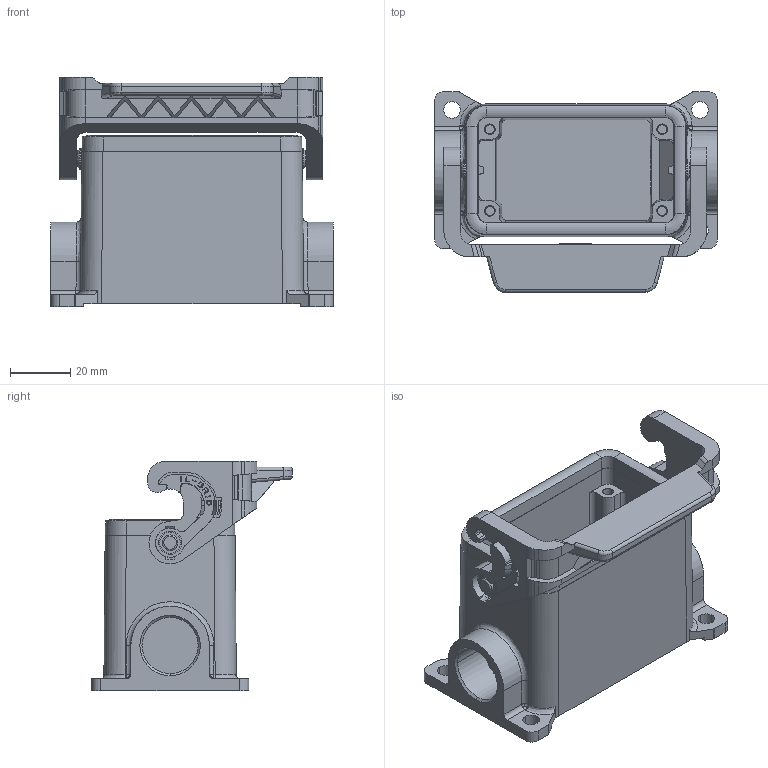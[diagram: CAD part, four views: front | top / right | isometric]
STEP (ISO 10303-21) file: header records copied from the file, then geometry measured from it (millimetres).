
FILE_DESCRIPTION(('Creo Elements/Direct Modeling STEP Export'),'2;1');
FILE_NAME('37jbk2e5pko7ks91728','2023-03-09T16:30:39',(''),(''),'Creo Elements/Direct Modeling STEP processor for AP214 (Solid Model)','Creo Elements/Direct Modeling 20.1B 02-Apr-2019 (C) Parametric Technology GmbH','');
FILE_SCHEMA(('AUTOMOTIVE_DESIGN { 1 0 10303 214 1 1 1 1 }'));
Length unit declared in the file: millimetre
Products named in the file (2): MLP 10 L20
Assembly tree (1 placements, depth 2):
  MLP 10 L20
    MLP 10 L20
Bounding box: 93.5 x 66.5 x 76 mm (x, y, z)
Volume: 90083 mm3; surface area: 46530.6 mm2
Topology: 1 solids, 1 shells, 1054 faces, 2826 edges, 1829 vertices
Faces by surface type: plane 620, cylinder 304, cone 56, torus 46, bspline 28
Entity records: 44940 total; most frequent: CARTESIAN_POINT 10587, ORIENTED_EDGE 5652, DIRECTION 5067, EDGE_CURVE 2826, VECTOR 1929, LINE 1929, VERTEX_POINT 1829, AXIS2_PLACEMENT_3D 1569
